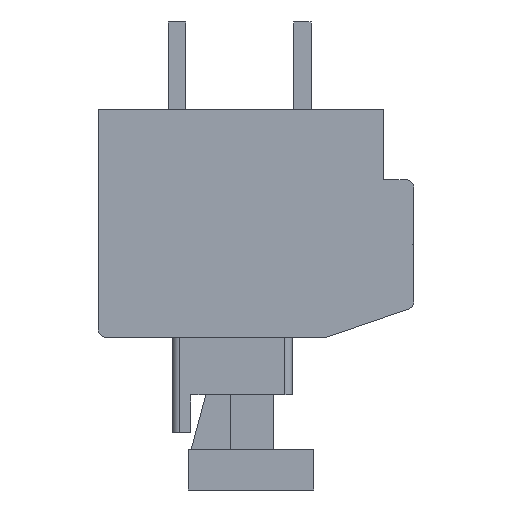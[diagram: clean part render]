
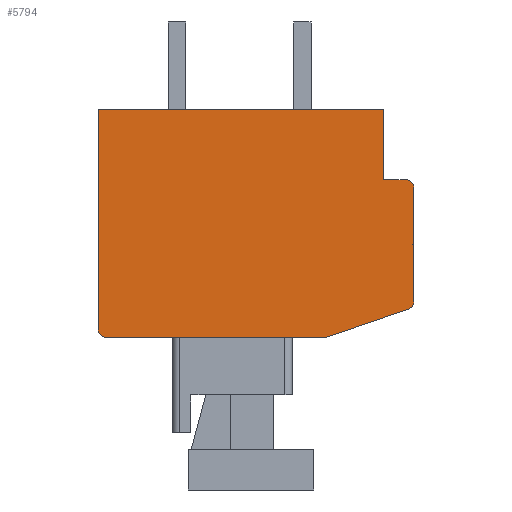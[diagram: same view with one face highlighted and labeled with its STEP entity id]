
A CAD part, front view. The second image highlights one B-rep face of the part: STEP entity #5794.
In plain terms, the highlighted planar face has unit normal (0, -1, 0).
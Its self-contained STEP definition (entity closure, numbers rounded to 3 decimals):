
#1=CARTESIAN_POINT('',(6.,-37.8,-3.136));
#2=DIRECTION('',(0.,-1.,0.));
#3=DIRECTION('',(0.324,0.,-0.946));
#4=AXIS2_PLACEMENT_3D('',#1,#2,#3);
#6=DIRECTION('',(-0.946,0.,-0.324));
#7=VECTOR('',#6,3.486);
#8=CARTESIAN_POINT('',(6.097,-37.8,-3.419));
#9=LINE('',#8,#7);
#10=DIRECTION('',(-1.,0.,0.));
#11=VECTOR('',#10,8.8);
#12=CARTESIAN_POINT('',(2.8,-37.8,-4.55));
#13=LINE('',#12,#11);
#14=CARTESIAN_POINT('',(-6.,-37.8,-4.25));
#15=DIRECTION('',(0.,-1.,0.));
#16=DIRECTION('',(-1.,0.,0.));
#17=AXIS2_PLACEMENT_3D('',#14,#15,#16);
#19=DIRECTION('',(0.,0.,1.));
#20=VECTOR('',#19,8.8);
#21=CARTESIAN_POINT('',(-6.3,-37.8,-4.25));
#22=LINE('',#21,#20);
#23=DIRECTION('',(1.,0.,0.));
#24=VECTOR('',#23,11.4);
#25=CARTESIAN_POINT('',(-6.3,-37.8,4.55));
#26=LINE('',#25,#24);
#27=DIRECTION('',(0.,0.,-1.));
#28=VECTOR('',#27,2.8);
#29=CARTESIAN_POINT('',(5.1,-37.8,4.55));
#30=LINE('',#29,#28);
#31=DIRECTION('',(1.,0.,0.));
#32=VECTOR('',#31,0.9);
#33=CARTESIAN_POINT('',(5.1,-37.8,1.75));
#34=LINE('',#33,#32);
#35=CARTESIAN_POINT('',(6.,-37.8,1.45));
#36=DIRECTION('',(0.,-1.,0.));
#37=DIRECTION('',(1.,0.,0.));
#38=AXIS2_PLACEMENT_3D('',#35,#36,#37);
#40=DIRECTION('',(0.,0.,-1.));
#41=VECTOR('',#40,4.586);
#42=CARTESIAN_POINT('',(6.3,-37.8,1.45));
#43=LINE('',#42,#41);
#4415=CARTESIAN_POINT('',(-6.3,-37.8,4.55));
#4416=CARTESIAN_POINT('',(5.1,-37.8,4.55));
#4417=VERTEX_POINT('',#4415);
#4418=VERTEX_POINT('',#4416);
#4419=CARTESIAN_POINT('',(5.1,-37.8,1.75));
#4420=VERTEX_POINT('',#4419);
#4421=CARTESIAN_POINT('',(6.097,-37.8,-3.419));
#4422=CARTESIAN_POINT('',(6.3,-37.8,-3.136));
#4423=VERTEX_POINT('',#4421);
#4424=VERTEX_POINT('',#4422);
#4425=CARTESIAN_POINT('',(6.3,-37.8,1.45));
#4426=CARTESIAN_POINT('',(6.,-37.8,1.75));
#4427=VERTEX_POINT('',#4425);
#4428=VERTEX_POINT('',#4426);
#4429=CARTESIAN_POINT('',(-6.3,-37.8,-4.25));
#4430=CARTESIAN_POINT('',(-6.,-37.8,-4.55));
#4431=VERTEX_POINT('',#4429);
#4432=VERTEX_POINT('',#4430);
#4433=CARTESIAN_POINT('',(2.8,-37.8,-4.55));
#4434=VERTEX_POINT('',#4433);
#5767=CARTESIAN_POINT('',(0.,-37.8,0.));
#5768=DIRECTION('',(0.,1.,0.));
#5769=DIRECTION('',(1.,0.,0.));
#5770=AXIS2_PLACEMENT_3D('',#5767,#5768,#5769);
#5771=PLANE('',#5770);
#5773=ORIENTED_EDGE('',*,*,#5772,.F.);
#5775=ORIENTED_EDGE('',*,*,#5774,.T.);
#5777=ORIENTED_EDGE('',*,*,#5776,.T.);
#5779=ORIENTED_EDGE('',*,*,#5778,.F.);
#5781=ORIENTED_EDGE('',*,*,#5780,.T.);
#5783=ORIENTED_EDGE('',*,*,#5782,.T.);
#5785=ORIENTED_EDGE('',*,*,#5784,.T.);
#5787=ORIENTED_EDGE('',*,*,#5786,.T.);
#5789=ORIENTED_EDGE('',*,*,#5788,.F.);
#5791=ORIENTED_EDGE('',*,*,#5790,.T.);
#5792=EDGE_LOOP('',(#5773,#5775,#5777,#5779,#5781,#5783,#5785,#5787,#5789,
#5791));
#5793=FACE_OUTER_BOUND('',#5792,.F.);
#5794=ADVANCED_FACE('',(#5793),#5771,.F.);
#5=CIRCLE('',#4,0.3);
#18=CIRCLE('',#17,0.3);
#39=CIRCLE('',#38,0.3);
#5772=EDGE_CURVE('',#4423,#4424,#5,.T.);
#5774=EDGE_CURVE('',#4423,#4434,#9,.T.);
#5776=EDGE_CURVE('',#4434,#4432,#13,.T.);
#5778=EDGE_CURVE('',#4431,#4432,#18,.T.);
#5780=EDGE_CURVE('',#4431,#4417,#22,.T.);
#5782=EDGE_CURVE('',#4417,#4418,#26,.T.);
#5784=EDGE_CURVE('',#4418,#4420,#30,.T.);
#5786=EDGE_CURVE('',#4420,#4428,#34,.T.);
#5788=EDGE_CURVE('',#4427,#4428,#39,.T.);
#5790=EDGE_CURVE('',#4427,#4424,#43,.T.);
